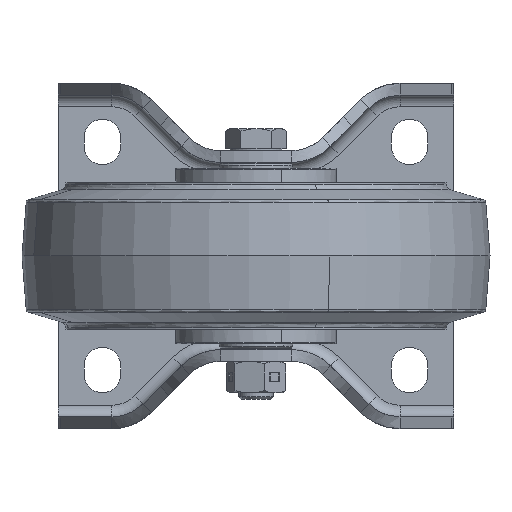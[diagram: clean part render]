
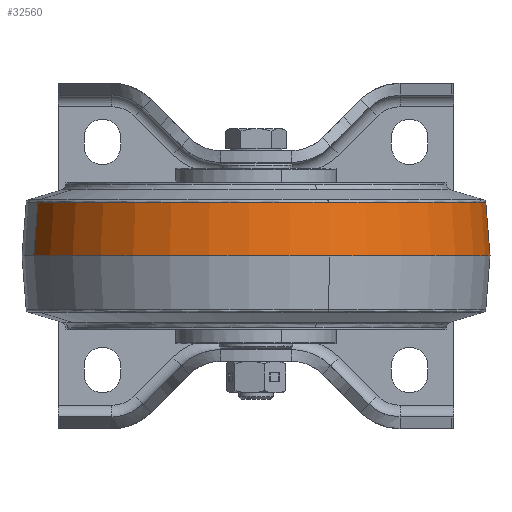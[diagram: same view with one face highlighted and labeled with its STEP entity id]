
A CAD part, front view. The second image highlights one B-rep face of the part: STEP entity #32560.
In plain terms, the highlighted conical face has half-angle 4.514 degrees and reference radius 80 mm.
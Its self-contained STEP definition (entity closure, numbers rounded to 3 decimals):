
#525 = CARTESIAN_POINT ( 'NONE',  ( 0., -121., 0. ) ) ;
#964 = EDGE_LOOP ( 'NONE', ( #16723, #3487, #6366, #3826, #12383, #19163 ) ) ;
#1278 = CARTESIAN_POINT ( 'NONE',  ( 24.737, -195.557, 18.315 ) ) ;
#2089 = EDGE_CURVE ( 'NONE', #8364, #36887, #39343, .T. ) ;
#2517 = CARTESIAN_POINT ( 'NONE',  ( -74.557, -145.737, 18.315 ) ) ;
#2724 = AXIS2_PLACEMENT_3D ( 'NONE', #22119, #22248, #9655 ) ;
#2945 = CARTESIAN_POINT ( 'NONE',  ( 75.93, -95.807, 0. ) ) ;
#3343 = DIRECTION ( 'NONE',  ( -0.315, 0.949, 0. ) ) ;
#3487 = ORIENTED_EDGE ( 'NONE', *, *, #33768, .F. ) ;
#3826 = ORIENTED_EDGE ( 'NONE', *, *, #2089, .T. ) ;
#5751 = CARTESIAN_POINT ( 'NONE',  ( 0., -121., 0. ) ) ;
#6366 = ORIENTED_EDGE ( 'NONE', *, *, #10867, .F. ) ;
#6795 = DIRECTION ( 'NONE',  ( 0., 0., 1. ) ) ;
#7012 = CIRCLE ( 'NONE', #35965, 80. ) ;
#8342 = CARTESIAN_POINT ( 'NONE',  ( 25.193, -196.93, 0. ) ) ;
#8364 = VERTEX_POINT ( 'NONE', #2517 ) ;
#8822 = DIRECTION ( 'NONE',  ( 0., 0., 1. ) ) ;
#9029 = CIRCLE ( 'NONE', #12842, 80. ) ;
#9655 = DIRECTION ( 'NONE',  ( -0.949, -0.315, 0. ) ) ;
#10721 = LINE ( 'NONE', #2945, #34725 ) ;
#10791 = EDGE_CURVE ( 'NONE', #36887, #20693, #9029, .T. ) ;
#10867 = EDGE_CURVE ( 'NONE', #8364, #29432, #16288, .T. ) ;
#11520 = FACE_OUTER_BOUND ( 'NONE', #964, .T. ) ;
#12383 = ORIENTED_EDGE ( 'NONE', *, *, #10791, .T. ) ;
#12794 = CARTESIAN_POINT ( 'NONE',  ( -75.93, -146.193, 0. ) ) ;
#12842 = AXIS2_PLACEMENT_3D ( 'NONE', #525, #34009, #3343 ) ;
#14799 = VERTEX_POINT ( 'NONE', #37487 ) ;
#16288 = CIRCLE ( 'NONE', #25161, 78.554 ) ;
#16585 = CARTESIAN_POINT ( 'NONE',  ( -75.93, -146.193, 0. ) ) ;
#16723 = ORIENTED_EDGE ( 'NONE', *, *, #21476, .F. ) ;
#17181 = AXIS2_PLACEMENT_3D ( 'NONE', #34411, #28122, #27856 ) ;
#18014 = CARTESIAN_POINT ( 'NONE',  ( 75.93, -95.807, 0. ) ) ;
#19163 = ORIENTED_EDGE ( 'NONE', *, *, #24484, .T. ) ;
#20693 = VERTEX_POINT ( 'NONE', #8342 ) ;
#21476 = EDGE_CURVE ( 'NONE', #14799, #27954, #10721, .T. ) ;
#22119 = CARTESIAN_POINT ( 'NONE',  ( 0., -121., 0. ) ) ;
#22248 = DIRECTION ( 'NONE',  ( 0., 0., -1. ) ) ;
#24183 = DIRECTION ( 'NONE',  ( -0.315, 0.949, 0. ) ) ;
#24484 = EDGE_CURVE ( 'NONE', #20693, #27954, #7012, .T. ) ;
#25161 = AXIS2_PLACEMENT_3D ( 'NONE', #28385, #6795, #31468 ) ;
#27856 = DIRECTION ( 'NONE',  ( 0.315, -0.949, 0. ) ) ;
#27954 = VERTEX_POINT ( 'NONE', #18014 ) ;
#28122 = DIRECTION ( 'NONE',  ( 0., 0., 1. ) ) ;
#28203 = DIRECTION ( 'NONE',  ( -0.075, -0.025, -0.997 ) ) ;
#28385 = CARTESIAN_POINT ( 'NONE',  ( 0., -121., 18.315 ) ) ;
#29432 = VERTEX_POINT ( 'NONE', #1278 ) ;
#30214 = CONICAL_SURFACE ( 'NONE', #2724, 80., 0.079 ) ;
#30394 = DIRECTION ( 'NONE',  ( 0.075, 0.025, -0.997 ) ) ;
#31468 = DIRECTION ( 'NONE',  ( 0.315, -0.949, 0. ) ) ;
#32560 = ADVANCED_FACE ( 'NONE', ( #11520 ), #30214, .T. ) ;
#33768 = EDGE_CURVE ( 'NONE', #29432, #14799, #36143, .T. ) ;
#34009 = DIRECTION ( 'NONE',  ( 0., 0., 1. ) ) ;
#34411 = CARTESIAN_POINT ( 'NONE',  ( 0., -121., 18.315 ) ) ;
#34725 = VECTOR ( 'NONE', #30394, 1000. ) ;
#35965 = AXIS2_PLACEMENT_3D ( 'NONE', #5751, #8822, #24183 ) ;
#35968 = VECTOR ( 'NONE', #28203, 1000. ) ;
#36143 = CIRCLE ( 'NONE', #17181, 78.554 ) ;
#36887 = VERTEX_POINT ( 'NONE', #16585 ) ;
#37487 = CARTESIAN_POINT ( 'NONE',  ( 74.557, -96.263, 18.315 ) ) ;
#39343 = LINE ( 'NONE', #12794, #35968 ) ;
